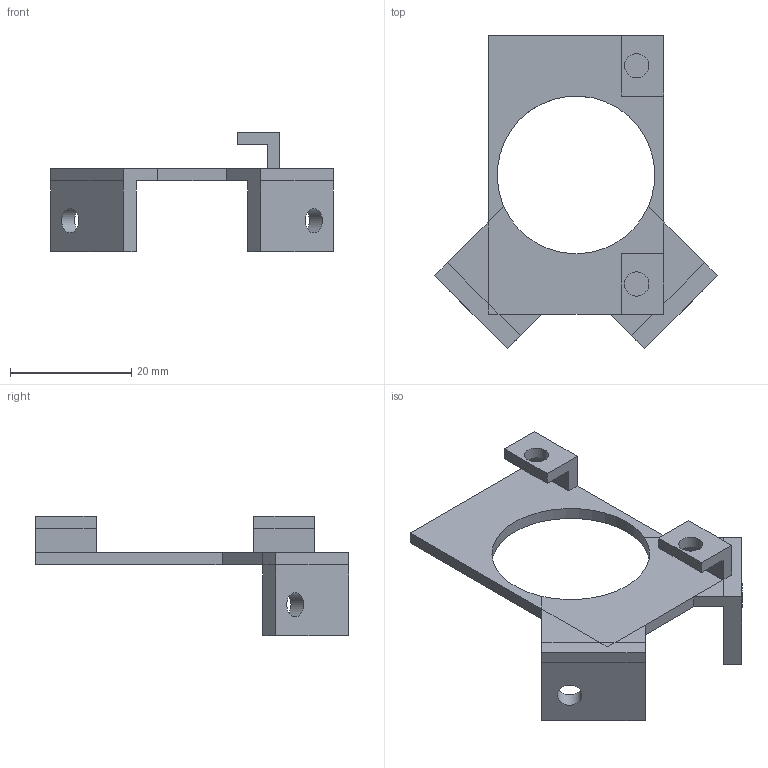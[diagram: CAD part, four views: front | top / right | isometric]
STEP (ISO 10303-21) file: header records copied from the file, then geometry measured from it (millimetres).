
FILE_DESCRIPTION(('FreeCAD Model'),'2;1');
FILE_NAME('Open CASCADE Shape Model','2025-01-29T13:35:07',(''),(''), 'Open CASCADE STEP processor 7.8','FreeCAD','Unknown');
FILE_SCHEMA(('AUTOMOTIVE_DESIGN { 1 0 10303 214 1 1 1 1 }'));
Length unit declared in the file: millimetre
Products named in the file (1): finished slide holder
Bounding box: 46.67 x 51.62 x 19.66 mm (x, y, z)
Volume: 3537.1 mm3; surface area: 4036.1 mm2
Topology: 1 solids, 1 shells, 54 faces, 136 edges, 82 vertices
Faces by surface type: plane 49, cylinder 5
Full cylindrical faces by diameter (mm): 4 x4, 26 x1
Entity records: 3330 total; most frequent: CARTESIAN_POINT 591, DIRECTION 486, LINE 334, VECTOR 334, ORIENTED_EDGE 272, PCURVE 272, DEFINITIONAL_REPRESENTATION 272, EDGE_CURVE 136
